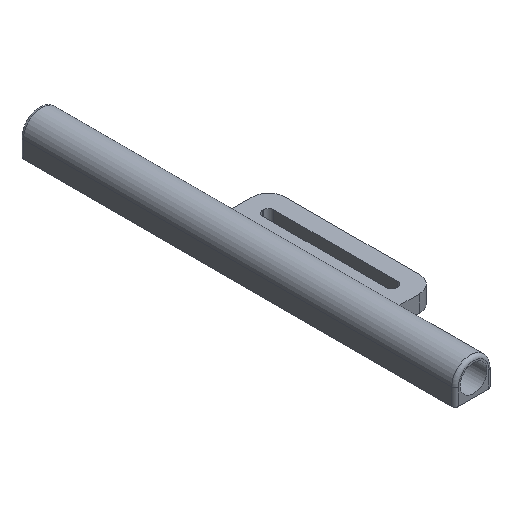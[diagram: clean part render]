
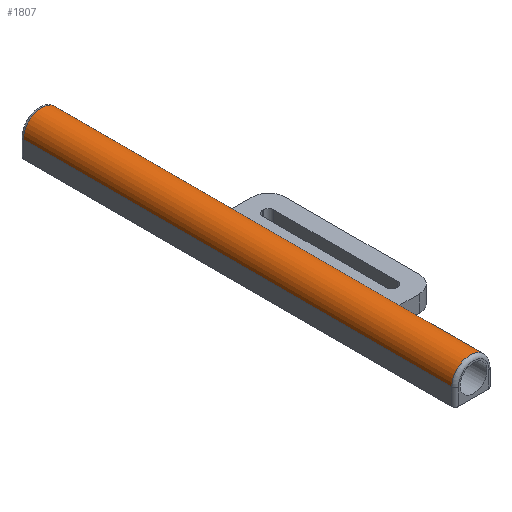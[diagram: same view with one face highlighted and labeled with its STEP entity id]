
A CAD part, isometric view. The second image highlights one B-rep face of the part: STEP entity #1807.
In plain terms, the highlighted cylindrical face has radius 5.5 mm (diameter 11 mm), a partial arc.
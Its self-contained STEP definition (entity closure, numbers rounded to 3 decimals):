
#44 = PLANE('',#45);
#45 = AXIS2_PLACEMENT_3D('',#46,#47,#48);
#46 = CARTESIAN_POINT('',(11.,0.,5.1));
#47 = DIRECTION('',(1.,0.,0.));
#48 = DIRECTION('',(0.,0.,-1.));
#327 = PLANE('',#328);
#328 = AXIS2_PLACEMENT_3D('',#329,#330,#331);
#329 = CARTESIAN_POINT('',(0.,0.,0.));
#330 = DIRECTION('',(-1.,0.,0.));
#331 = DIRECTION('',(0.,0.,1.));
#668 = VERTEX_POINT('',#669);
#669 = CARTESIAN_POINT('',(11.,-1.,5.1));
#689 = EDGE_CURVE('',#668,#690,#692,.T.);
#690 = VERTEX_POINT('',#691);
#691 = CARTESIAN_POINT('',(11.,-129.,5.1));
#692 = SURFACE_CURVE('',#693,(#697,#704),.PCURVE_S1.);
#693 = LINE('',#694,#695);
#694 = CARTESIAN_POINT('',(11.,0.,5.1));
#695 = VECTOR('',#696,1.);
#696 = DIRECTION('',(0.,-1.,0.));
#697 = PCURVE('',#44,#698);
#698 = DEFINITIONAL_REPRESENTATION('',(#699),#703);
#699 = LINE('',#700,#701);
#700 = CARTESIAN_POINT('',(0.,0.));
#701 = VECTOR('',#702,1.);
#702 = DIRECTION('',(0.,-1.));
#703 = ( GEOMETRIC_REPRESENTATION_CONTEXT(2) 
PARAMETRIC_REPRESENTATION_CONTEXT() REPRESENTATION_CONTEXT('2D SPACE',''
  ) );
#704 = PCURVE('',#705,#710);
#705 = CYLINDRICAL_SURFACE('',#706,5.5);
#706 = AXIS2_PLACEMENT_3D('',#707,#708,#709);
#707 = CARTESIAN_POINT('',(5.5,0.,5.1));
#708 = DIRECTION('',(0.,1.,0.));
#709 = DIRECTION('',(1.,0.,0.));
#710 = DEFINITIONAL_REPRESENTATION('',(#711),#714);
#711 = B_SPLINE_CURVE_WITH_KNOTS('',1,(#712,#713),.UNSPECIFIED.,.F.,.F.,
  (2,2),(1.,129.),.PIECEWISE_BEZIER_KNOTS.);
#712 = CARTESIAN_POINT('',(0.,-1.));
#713 = CARTESIAN_POINT('',(0.,-129.));
#714 = ( GEOMETRIC_REPRESENTATION_CONTEXT(2) 
PARAMETRIC_REPRESENTATION_CONTEXT() REPRESENTATION_CONTEXT('2D SPACE',''
  ) );
#828 = TOROIDAL_SURFACE('',#829,4.5,1.);
#829 = AXIS2_PLACEMENT_3D('',#830,#831,#832);
#830 = CARTESIAN_POINT('',(5.5,-1.,5.1));
#831 = DIRECTION('',(0.,1.,-0.));
#832 = DIRECTION('',(-1.,0.,0.));
#1045 = VERTEX_POINT('',#1046);
#1046 = CARTESIAN_POINT('',(0.,-1.,5.1));
#1139 = VERTEX_POINT('',#1140);
#1140 = CARTESIAN_POINT('',(0.,-129.,5.1));
#1160 = EDGE_CURVE('',#1045,#1139,#1161,.T.);
#1161 = SURFACE_CURVE('',#1162,(#1166,#1173),.PCURVE_S1.);
#1162 = LINE('',#1163,#1164);
#1163 = CARTESIAN_POINT('',(0.,0.,5.1));
#1164 = VECTOR('',#1165,1.);
#1165 = DIRECTION('',(0.,-1.,0.));
#1166 = PCURVE('',#327,#1167);
#1167 = DEFINITIONAL_REPRESENTATION('',(#1168),#1172);
#1168 = LINE('',#1169,#1170);
#1169 = CARTESIAN_POINT('',(5.1,0.));
#1170 = VECTOR('',#1171,1.);
#1171 = DIRECTION('',(0.,-1.));
#1172 = ( GEOMETRIC_REPRESENTATION_CONTEXT(2) 
PARAMETRIC_REPRESENTATION_CONTEXT() REPRESENTATION_CONTEXT('2D SPACE',''
  ) );
#1173 = PCURVE('',#705,#1174);
#1174 = DEFINITIONAL_REPRESENTATION('',(#1175),#1178);
#1175 = B_SPLINE_CURVE_WITH_KNOTS('',1,(#1176,#1177),.UNSPECIFIED.,.F.,
  .F.,(2,2),(1.,129.),.PIECEWISE_BEZIER_KNOTS.);
#1176 = CARTESIAN_POINT('',(-3.142,-1.));
#1177 = CARTESIAN_POINT('',(-3.142,-129.));
#1178 = ( GEOMETRIC_REPRESENTATION_CONTEXT(2) 
PARAMETRIC_REPRESENTATION_CONTEXT() REPRESENTATION_CONTEXT('2D SPACE',''
  ) );
#1248 = TOROIDAL_SURFACE('',#1249,4.5,1.);
#1249 = AXIS2_PLACEMENT_3D('',#1250,#1251,#1252);
#1250 = CARTESIAN_POINT('',(5.5,-129.,5.1));
#1251 = DIRECTION('',(0.,1.,-0.));
#1252 = DIRECTION('',(1.,0.,0.));
#1807 = ADVANCED_FACE('',(#1808),#705,.T.);
#1808 = FACE_BOUND('',#1809,.F.);
#1809 = EDGE_LOOP('',(#1810,#1811,#1831,#1832));
#1810 = ORIENTED_EDGE('',*,*,#689,.T.);
#1811 = ORIENTED_EDGE('',*,*,#1812,.T.);
#1812 = EDGE_CURVE('',#690,#1139,#1813,.T.);
#1813 = SURFACE_CURVE('',#1814,(#1819,#1825),.PCURVE_S1.);
#1814 = CIRCLE('',#1815,5.5);
#1815 = AXIS2_PLACEMENT_3D('',#1816,#1817,#1818);
#1816 = CARTESIAN_POINT('',(5.5,-129.,5.1));
#1817 = DIRECTION('',(0.,-1.,0.));
#1818 = DIRECTION('',(1.,0.,0.));
#1819 = PCURVE('',#705,#1820);
#1820 = DEFINITIONAL_REPRESENTATION('',(#1821),#1824);
#1821 = B_SPLINE_CURVE_WITH_KNOTS('',1,(#1822,#1823),.UNSPECIFIED.,.F.,
  .F.,(2,2),(0.,3.142),.PIECEWISE_BEZIER_KNOTS.);
#1822 = CARTESIAN_POINT('',(0.,-129.));
#1823 = CARTESIAN_POINT('',(-3.142,-129.));
#1824 = ( GEOMETRIC_REPRESENTATION_CONTEXT(2) 
PARAMETRIC_REPRESENTATION_CONTEXT() REPRESENTATION_CONTEXT('2D SPACE',''
  ) );
#1825 = PCURVE('',#1248,#1826);
#1826 = DEFINITIONAL_REPRESENTATION('',(#1827),#1830);
#1827 = B_SPLINE_CURVE_WITH_KNOTS('',1,(#1828,#1829),.UNSPECIFIED.,.F.,
  .F.,(2,2),(0.,3.142),.PIECEWISE_BEZIER_KNOTS.);
#1828 = CARTESIAN_POINT('',(0.,6.283));
#1829 = CARTESIAN_POINT('',(-3.142,6.283));
#1830 = ( GEOMETRIC_REPRESENTATION_CONTEXT(2) 
PARAMETRIC_REPRESENTATION_CONTEXT() REPRESENTATION_CONTEXT('2D SPACE',''
  ) );
#1831 = ORIENTED_EDGE('',*,*,#1160,.F.);
#1832 = ORIENTED_EDGE('',*,*,#1833,.T.);
#1833 = EDGE_CURVE('',#1045,#668,#1834,.T.);
#1834 = SURFACE_CURVE('',#1835,(#1840,#1846),.PCURVE_S1.);
#1835 = CIRCLE('',#1836,5.5);
#1836 = AXIS2_PLACEMENT_3D('',#1837,#1838,#1839);
#1837 = CARTESIAN_POINT('',(5.5,-1.,5.1));
#1838 = DIRECTION('',(0.,1.,-0.));
#1839 = DIRECTION('',(-1.,-0.,0.));
#1840 = PCURVE('',#705,#1841);
#1841 = DEFINITIONAL_REPRESENTATION('',(#1842),#1845);
#1842 = B_SPLINE_CURVE_WITH_KNOTS('',1,(#1843,#1844),.UNSPECIFIED.,.F.,
  .F.,(2,2),(0.,3.142),.PIECEWISE_BEZIER_KNOTS.);
#1843 = CARTESIAN_POINT('',(-3.142,-1.));
#1844 = CARTESIAN_POINT('',(0.,-1.));
#1845 = ( GEOMETRIC_REPRESENTATION_CONTEXT(2) 
PARAMETRIC_REPRESENTATION_CONTEXT() REPRESENTATION_CONTEXT('2D SPACE',''
  ) );
#1846 = PCURVE('',#828,#1847);
#1847 = DEFINITIONAL_REPRESENTATION('',(#1848),#1851);
#1848 = B_SPLINE_CURVE_WITH_KNOTS('',1,(#1849,#1850),.UNSPECIFIED.,.F.,
  .F.,(2,2),(-0.,3.142),.PIECEWISE_BEZIER_KNOTS.);
#1849 = CARTESIAN_POINT('',(0.,0.));
#1850 = CARTESIAN_POINT('',(3.142,0.));
#1851 = ( GEOMETRIC_REPRESENTATION_CONTEXT(2) 
PARAMETRIC_REPRESENTATION_CONTEXT() REPRESENTATION_CONTEXT('2D SPACE',''
  ) );
